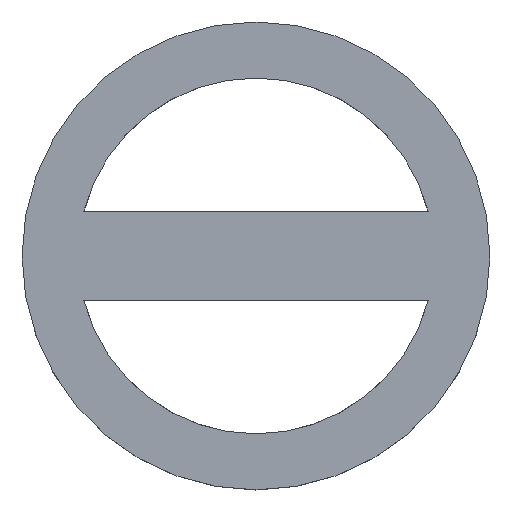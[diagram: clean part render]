
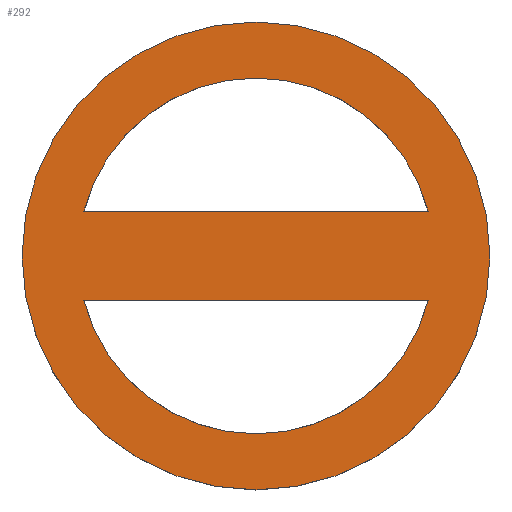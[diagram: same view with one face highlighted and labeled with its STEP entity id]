
A CAD part, top view. The second image highlights one B-rep face of the part: STEP entity #292.
In plain terms, the highlighted planar face has unit normal (0, 0, 1).
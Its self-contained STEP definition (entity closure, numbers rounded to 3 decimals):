
#21=FACE_BOUND('',#101,.T.);
#22=FACE_BOUND('',#102,.T.);
#25=PLANE('',#335);
#45=LINE('',#678,#55);
#46=LINE('',#689,#56);
#55=VECTOR('',#399,10.);
#56=VECTOR('',#400,10.);
#79=FACE_OUTER_BOUND('',#100,.T.);
#100=EDGE_LOOP('',(#254));
#101=EDGE_LOOP('',(#255,#256));
#102=EDGE_LOOP('',(#257,#258));
#121=CIRCLE('',#336,41.7);
#122=CIRCLE('',#337,31.7);
#123=CIRCLE('',#338,31.7);
#146=VERTEX_POINT('',#672);
#147=VERTEX_POINT('',#677);
#148=VERTEX_POINT('',#683);
#149=VERTEX_POINT('',#688);
#150=VERTEX_POINT('',#695);
#182=EDGE_CURVE('',#146,#147,#45,.T.);
#185=EDGE_CURVE('',#148,#149,#46,.T.);
#187=EDGE_CURVE('',#150,#150,#121,.T.);
#188=EDGE_CURVE('',#147,#146,#122,.T.);
#189=EDGE_CURVE('',#149,#148,#123,.T.);
#254=ORIENTED_EDGE('',*,*,#187,.T.);
#255=ORIENTED_EDGE('',*,*,#182,.F.);
#256=ORIENTED_EDGE('',*,*,#188,.F.);
#257=ORIENTED_EDGE('',*,*,#185,.F.);
#258=ORIENTED_EDGE('',*,*,#189,.F.);
#292=ADVANCED_FACE('',(#79,#21,#22),#25,.T.);
#335=AXIS2_PLACEMENT_3D('',#694,#401,#402);
#336=AXIS2_PLACEMENT_3D('',#696,#403,#404);
#337=AXIS2_PLACEMENT_3D('',#697,#405,#406);
#338=AXIS2_PLACEMENT_3D('',#698,#407,#408);
#399=DIRECTION('',(1.,0.,0.));
#400=DIRECTION('',(-1.,0.,0.));
#401=DIRECTION('center_axis',(0.,0.,1.));
#402=DIRECTION('ref_axis',(1.,0.,0.));
#403=DIRECTION('center_axis',(0.,0.,1.));
#404=DIRECTION('ref_axis',(1.,0.,0.));
#405=DIRECTION('center_axis',(0.,0.,1.));
#406=DIRECTION('ref_axis',(1.,0.,0.));
#407=DIRECTION('center_axis',(0.,0.,1.));
#408=DIRECTION('ref_axis',(1.,0.,0.));
#672=CARTESIAN_POINT('',(-30.674,8.,100.));
#677=CARTESIAN_POINT('',(30.674,8.,100.));
#678=CARTESIAN_POINT('',(0.,8.,100.));
#683=CARTESIAN_POINT('',(30.674,-8.,100.));
#688=CARTESIAN_POINT('',(-30.674,-8.,100.));
#689=CARTESIAN_POINT('',(0.,-8.,100.));
#694=CARTESIAN_POINT('Origin',(0.,-31.7,100.));
#695=CARTESIAN_POINT('',(0.,41.7,100.));
#696=CARTESIAN_POINT('Origin',(0.,0.,100.));
#697=CARTESIAN_POINT('Origin',(0.,0.,100.));
#698=CARTESIAN_POINT('Origin',(0.,0.,100.));
